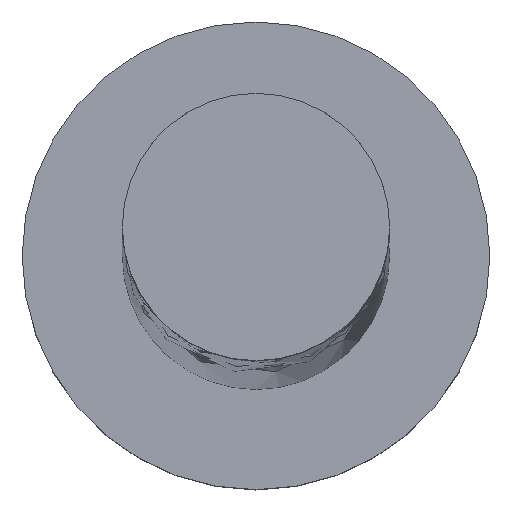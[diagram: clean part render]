
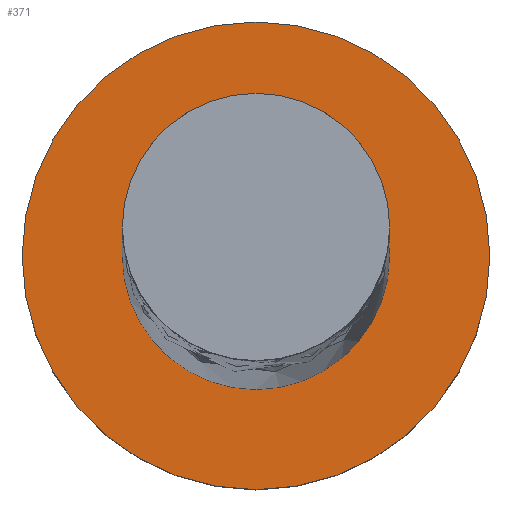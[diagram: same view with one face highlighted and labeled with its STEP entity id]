
A CAD part, top view. The second image highlights one B-rep face of the part: STEP entity #371.
In plain terms, the highlighted planar face has unit normal (0, 0, 1).
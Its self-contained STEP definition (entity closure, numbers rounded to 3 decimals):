
#82 = CIRCLE ( 'NONE', #575, 7. ) ;
#235 = DIRECTION ( 'NONE',  ( 1., 0., 0. ) ) ;
#282 = CARTESIAN_POINT ( 'NONE',  ( 7., 0., 5. ) ) ;
#306 = ORIENTED_EDGE ( 'NONE', *, *, #1730, .T. ) ;
#332 = DIRECTION ( 'NONE',  ( 1., 0., 0. ) ) ;
#338 = ORIENTED_EDGE ( 'NONE', *, *, #658, .T. ) ;
#369 = DIRECTION ( 'NONE',  ( 1., 0., 0. ) ) ;
#371 = ADVANCED_FACE ( 'NONE', ( #1279, #980 ), #1773, .T. ) ;
#422 = AXIS2_PLACEMENT_3D ( 'NONE', #673, #1904, #510 ) ;
#460 = AXIS2_PLACEMENT_3D ( 'NONE', #1615, #1590, #235 ) ;
#462 = VERTEX_POINT ( 'NONE', #1498 ) ;
#471 = ORIENTED_EDGE ( 'NONE', *, *, #1692, .F. ) ;
#494 = CARTESIAN_POINT ( 'NONE',  ( 0., 0., 5. ) ) ;
#510 = DIRECTION ( 'NONE',  ( 1., 0., 0. ) ) ;
#557 = CARTESIAN_POINT ( 'NONE',  ( 0., 0., 5. ) ) ;
#575 = AXIS2_PLACEMENT_3D ( 'NONE', #909, #1673, #332 ) ;
#616 = CARTESIAN_POINT ( 'NONE',  ( -4., 0., 5. ) ) ;
#658 = EDGE_CURVE ( 'NONE', #1836, #1191, #82, .T. ) ;
#673 = CARTESIAN_POINT ( 'NONE',  ( 0., 0., 5. ) ) ;
#725 = CARTESIAN_POINT ( 'NONE',  ( -7., 0., 5. ) ) ;
#776 = CIRCLE ( 'NONE', #1250, 4. ) ;
#899 = AXIS2_PLACEMENT_3D ( 'NONE', #557, #1885, #369 ) ;
#909 = CARTESIAN_POINT ( 'NONE',  ( 0., 0., 5. ) ) ;
#980 = FACE_OUTER_BOUND ( 'NONE', #1851, .T. ) ;
#1104 = DIRECTION ( 'NONE',  ( 0., 0., 1. ) ) ;
#1191 = VERTEX_POINT ( 'NONE', #282 ) ;
#1206 = EDGE_LOOP ( 'NONE', ( #1235, #471 ) ) ;
#1216 = VERTEX_POINT ( 'NONE', #616 ) ;
#1235 = ORIENTED_EDGE ( 'NONE', *, *, #1756, .F. ) ;
#1250 = AXIS2_PLACEMENT_3D ( 'NONE', #494, #1104, #1720 ) ;
#1279 = FACE_BOUND ( 'NONE', #1206, .T. ) ;
#1498 = CARTESIAN_POINT ( 'NONE',  ( 4., 0., 5. ) ) ;
#1590 = DIRECTION ( 'NONE',  ( 0., 0., 1. ) ) ;
#1605 = CIRCLE ( 'NONE', #460, 7. ) ;
#1615 = CARTESIAN_POINT ( 'NONE',  ( 0., 0., 5. ) ) ;
#1673 = DIRECTION ( 'NONE',  ( 0., 0., 1. ) ) ;
#1684 = CIRCLE ( 'NONE', #422, 4. ) ;
#1692 = EDGE_CURVE ( 'NONE', #462, #1216, #1684, .T. ) ;
#1720 = DIRECTION ( 'NONE',  ( 1., 0., 0. ) ) ;
#1730 = EDGE_CURVE ( 'NONE', #1191, #1836, #1605, .T. ) ;
#1756 = EDGE_CURVE ( 'NONE', #1216, #462, #776, .T. ) ;
#1773 = PLANE ( 'NONE',  #899 ) ;
#1836 = VERTEX_POINT ( 'NONE', #725 ) ;
#1851 = EDGE_LOOP ( 'NONE', ( #338, #306 ) ) ;
#1885 = DIRECTION ( 'NONE',  ( 0., 0., 1. ) ) ;
#1904 = DIRECTION ( 'NONE',  ( 0., 0., 1. ) ) ;
